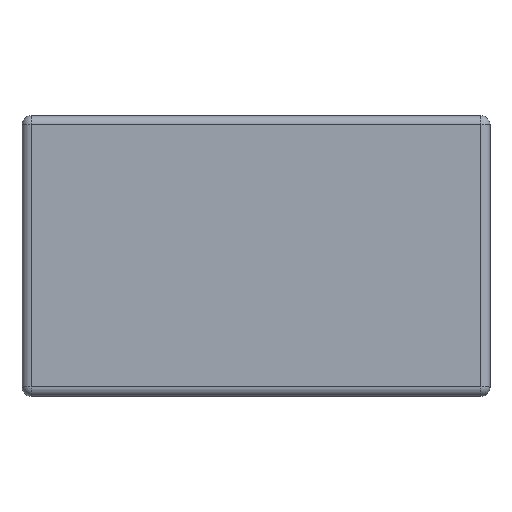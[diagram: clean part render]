
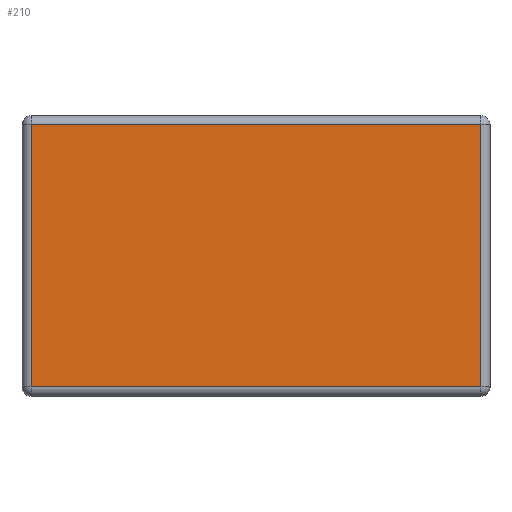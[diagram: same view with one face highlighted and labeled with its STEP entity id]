
A CAD part, top view. The second image highlights one B-rep face of the part: STEP entity #210.
In plain terms, the highlighted planar face has unit normal (0, 0, 1).
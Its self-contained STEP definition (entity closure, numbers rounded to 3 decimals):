
#210 = ADVANCED_FACE( '', ( #457 ), #458, .T. );
#457 = FACE_OUTER_BOUND( '', #730, .T. );
#458 = PLANE( '', #731 );
#730 = EDGE_LOOP( '', ( #1289, #1290, #1291, #1292 ) );
#731 = AXIS2_PLACEMENT_3D( '', #1293, #1294, #1295 );
#1289 = ORIENTED_EDGE( '', *, *, #1774, .T. );
#1290 = ORIENTED_EDGE( '', *, *, #1569, .T. );
#1291 = ORIENTED_EDGE( '', *, *, #1733, .T. );
#1292 = ORIENTED_EDGE( '', *, *, #1598, .T. );
#1293 = CARTESIAN_POINT( '', ( 0., 0., 19. ) );
#1294 = DIRECTION( '', ( 0., 0., 1. ) );
#1295 = DIRECTION( '', ( 1., 0., 0. ) );
#1569 = EDGE_CURVE( '', #1859, #1857, #1860, .T. );
#1598 = EDGE_CURVE( '', #1903, #1908, #1910, .T. );
#1733 = EDGE_CURVE( '', #1857, #1903, #2124, .T. );
#1774 = EDGE_CURVE( '', #1908, #1859, #2173, .T. );
#1857 = VERTEX_POINT( '', #2267 );
#1859 = VERTEX_POINT( '', #2269 );
#1860 = LINE( '', #2270, #2271 );
#1903 = VERTEX_POINT( '', #2326 );
#1908 = VERTEX_POINT( '', #2332 );
#1910 = LINE( '', #2334, #2335 );
#2124 = LINE( '', #2642, #2643 );
#2173 = LINE( '', #2714, #2715 );
#2267 = CARTESIAN_POINT( '', ( -24., 14., 19. ) );
#2269 = CARTESIAN_POINT( '', ( 24., 14., 19. ) );
#2270 = CARTESIAN_POINT( '', ( -25., 14., 19. ) );
#2271 = VECTOR( '', #2807, 1000. );
#2326 = CARTESIAN_POINT( '', ( -24., -14., 19. ) );
#2332 = CARTESIAN_POINT( '', ( 24., -14., 19. ) );
#2334 = CARTESIAN_POINT( '', ( 25., -14., 19. ) );
#2335 = VECTOR( '', #2848, 1000. );
#2642 = CARTESIAN_POINT( '', ( -24., -15., 19. ) );
#2643 = VECTOR( '', #2993, 1000. );
#2714 = CARTESIAN_POINT( '', ( 24., 15., 19. ) );
#2715 = VECTOR( '', #3022, 1000. );
#2807 = DIRECTION( '', ( -1., 0., 0. ) );
#2848 = DIRECTION( '', ( 1., 0., 0. ) );
#2993 = DIRECTION( '', ( 0., -1., 0. ) );
#3022 = DIRECTION( '', ( 0., 1., 0. ) );
